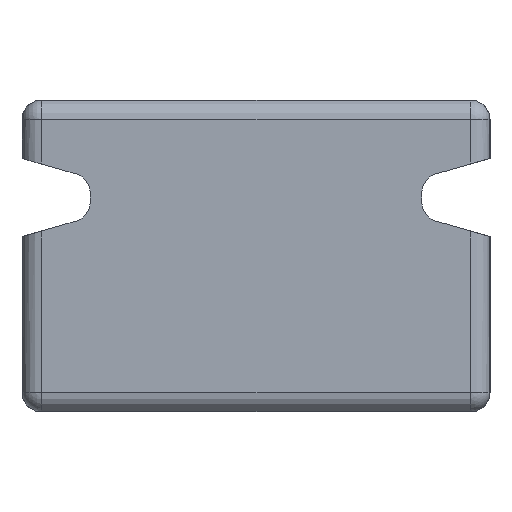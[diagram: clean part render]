
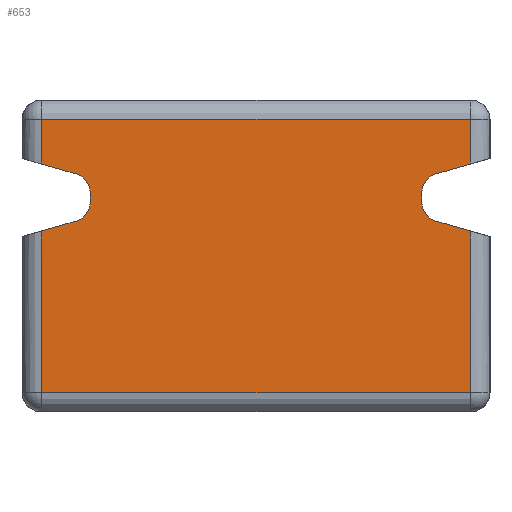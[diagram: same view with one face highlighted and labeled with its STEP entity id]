
A CAD part, left-side view. The second image highlights one B-rep face of the part: STEP entity #653.
In plain terms, the highlighted planar face has unit normal (-1, 0, 0).
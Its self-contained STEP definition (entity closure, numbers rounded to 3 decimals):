
#8 = EDGE_CURVE ( 'NONE', #2919, #1727, #3436, .T. ) ;
#11 = CARTESIAN_POINT ( 'NONE',  ( 0., 4.25, 2.5 ) ) ;
#31 = ORIENTED_EDGE ( 'NONE', *, *, #885, .F. ) ;
#70 = DIRECTION ( 'NONE',  ( -1., 0., 0. ) ) ;
#92 = DIRECTION ( 'NONE',  ( 0., -0.961, 0.276 ) ) ;
#123 = LINE ( 'NONE', #1668, #3801 ) ;
#181 = VERTEX_POINT ( 'NONE', #3965 ) ;
#221 = VERTEX_POINT ( 'NONE', #1995 ) ;
#310 = DIRECTION ( 'NONE',  ( 0., 0., 1. ) ) ;
#376 = VECTOR ( 'NONE', #2797, 1000. ) ;
#398 = ORIENTED_EDGE ( 'NONE', *, *, #3439, .T. ) ;
#445 = VERTEX_POINT ( 'NONE', #4188 ) ;
#483 = EDGE_CURVE ( 'NONE', #3748, #3441, #1717, .T. ) ;
#486 = AXIS2_PLACEMENT_3D ( 'NONE', #836, #537, #3799 ) ;
#515 = VECTOR ( 'NONE', #1487, 1000. ) ;
#524 = LINE ( 'NONE', #3386, #1704 ) ;
#537 = DIRECTION ( 'NONE',  ( 1., 0., 0. ) ) ;
#566 = EDGE_CURVE ( 'NONE', #2739, #181, #2476, .T. ) ;
#567 = CARTESIAN_POINT ( 'NONE',  ( 0., -4.25, 2.5 ) ) ;
#601 = VERTEX_POINT ( 'NONE', #2073 ) ;
#619 = CARTESIAN_POINT ( 'NONE',  ( 0., 4.25, 1.377 ) ) ;
#620 = LINE ( 'NONE', #1129, #515 ) ;
#631 = EDGE_CURVE ( 'NONE', #1727, #1529, #1259, .T. ) ;
#638 = AXIS2_PLACEMENT_3D ( 'NONE', #3016, #70, #2991 ) ;
#647 = VECTOR ( 'NONE', #2333, 1000. ) ;
#653 = ADVANCED_FACE ( 'NONE', ( #698 ), #4040, .T. ) ;
#662 = ORIENTED_EDGE ( 'NONE', *, *, #2515, .T. ) ;
#686 = ORIENTED_EDGE ( 'NONE', *, *, #8, .T. ) ;
#698 = FACE_OUTER_BOUND ( 'NONE', #3444, .T. ) ;
#758 = CARTESIAN_POINT ( 'NONE',  ( 0., -4.75, 1.377 ) ) ;
#836 = CARTESIAN_POINT ( 'NONE',  ( 0., -4.75, 1.623 ) ) ;
#845 = VECTOR ( 'NONE', #3917, 1000. ) ;
#861 = ORIENTED_EDGE ( 'NONE', *, *, #1726, .T. ) ;
#885 = EDGE_CURVE ( 'NONE', #1639, #3218, #4056, .T. ) ;
#942 = AXIS2_PLACEMENT_3D ( 'NONE', #2100, #3340, #1466 ) ;
#944 = CARTESIAN_POINT ( 'NONE',  ( 0., -4.612, 2.104 ) ) ;
#1020 = CIRCLE ( 'NONE', #942, 0.5 ) ;
#1030 = ORIENTED_EDGE ( 'NONE', *, *, #631, .T. ) ;
#1049 = ORIENTED_EDGE ( 'NONE', *, *, #483, .F. ) ;
#1082 = DIRECTION ( 'NONE',  ( 1., 0., 0. ) ) ;
#1129 = CARTESIAN_POINT ( 'NONE',  ( 0., 6., 3.5 ) ) ;
#1132 = CARTESIAN_POINT ( 'NONE',  ( 0., 4.25, 1.623 ) ) ;
#1145 = LINE ( 'NONE', #2226, #3220 ) ;
#1146 = EDGE_CURVE ( 'NONE', #221, #2919, #2523, .T. ) ;
#1186 = EDGE_CURVE ( 'NONE', #601, #2739, #1145, .T. ) ;
#1209 = CARTESIAN_POINT ( 'NONE',  ( 0., -4.25, 1.623 ) ) ;
#1259 = LINE ( 'NONE', #1382, #3270 ) ;
#1285 = EDGE_CURVE ( 'NONE', #181, #3441, #1807, .T. ) ;
#1325 = CARTESIAN_POINT ( 'NONE',  ( 0., -4.25, 1.377 ) ) ;
#1357 = EDGE_CURVE ( 'NONE', #445, #3218, #1404, .T. ) ;
#1358 = DIRECTION ( 'NONE',  ( 0., 0., 1. ) ) ;
#1375 = AXIS2_PLACEMENT_3D ( 'NONE', #758, #1082, #1358 ) ;
#1382 = CARTESIAN_POINT ( 'NONE',  ( 0., -5.5, 0.5 ) ) ;
#1404 = CIRCLE ( 'NONE', #1375, 0.5 ) ;
#1439 = CARTESIAN_POINT ( 'NONE',  ( 0., -5.5, -3.5 ) ) ;
#1466 = DIRECTION ( 'NONE',  ( 0., 0., 1. ) ) ;
#1487 = DIRECTION ( 'NONE',  ( 0., 1., 0. ) ) ;
#1529 = VERTEX_POINT ( 'NONE', #3488 ) ;
#1534 = EDGE_CURVE ( 'NONE', #1639, #2693, #2415, .T. ) ;
#1618 = VECTOR ( 'NONE', #3737, 1000. ) ;
#1629 = CARTESIAN_POINT ( 'NONE',  ( 0., -6., -3.5 ) ) ;
#1639 = VERTEX_POINT ( 'NONE', #1209 ) ;
#1646 = CARTESIAN_POINT ( 'NONE',  ( 0., -5.5, 3.5 ) ) ;
#1668 = CARTESIAN_POINT ( 'NONE',  ( 0., -5.994, 0.5 ) ) ;
#1693 = VECTOR ( 'NONE', #4054, 1000. ) ;
#1697 = CARTESIAN_POINT ( 'NONE',  ( 0., 5.994, 2.5 ) ) ;
#1704 = VECTOR ( 'NONE', #92, 1000. ) ;
#1717 = LINE ( 'NONE', #11, #647 ) ;
#1726 = EDGE_CURVE ( 'NONE', #2693, #2831, #524, .T. ) ;
#1727 = VERTEX_POINT ( 'NONE', #1439 ) ;
#1807 = CIRCLE ( 'NONE', #2888, 0.5 ) ;
#1835 = ORIENTED_EDGE ( 'NONE', *, *, #1146, .T. ) ;
#1969 = ORIENTED_EDGE ( 'NONE', *, *, #3890, .T. ) ;
#1982 = CARTESIAN_POINT ( 'NONE',  ( 0., -5.5, 2.358 ) ) ;
#1983 = CARTESIAN_POINT ( 'NONE',  ( 0., 5.5, -4. ) ) ;
#1995 = CARTESIAN_POINT ( 'NONE',  ( 0., 5.5, 0.642 ) ) ;
#2073 = CARTESIAN_POINT ( 'NONE',  ( 0., 5.5, 3.5 ) ) ;
#2100 = CARTESIAN_POINT ( 'NONE',  ( 0., 4.75, 1.377 ) ) ;
#2129 = ORIENTED_EDGE ( 'NONE', *, *, #1285, .T. ) ;
#2226 = CARTESIAN_POINT ( 'NONE',  ( 0., 5.5, 2.5 ) ) ;
#2273 = ORIENTED_EDGE ( 'NONE', *, *, #3463, .T. ) ;
#2316 = DIRECTION ( 'NONE',  ( 0., 0.961, 0.276 ) ) ;
#2333 = DIRECTION ( 'NONE',  ( 0., 0., 1. ) ) ;
#2401 = ORIENTED_EDGE ( 'NONE', *, *, #4043, .T. ) ;
#2415 = CIRCLE ( 'NONE', #486, 0.5 ) ;
#2420 = VECTOR ( 'NONE', #2634, 1000. ) ;
#2476 = LINE ( 'NONE', #1697, #845 ) ;
#2515 = EDGE_CURVE ( 'NONE', #3211, #601, #620, .T. ) ;
#2523 = LINE ( 'NONE', #1983, #2420 ) ;
#2589 = VECTOR ( 'NONE', #2951, 1000. ) ;
#2596 = CARTESIAN_POINT ( 'NONE',  ( 0., 4.75, 1.623 ) ) ;
#2634 = DIRECTION ( 'NONE',  ( 0., 0., -1. ) ) ;
#2693 = VERTEX_POINT ( 'NONE', #944 ) ;
#2739 = VERTEX_POINT ( 'NONE', #3614 ) ;
#2797 = DIRECTION ( 'NONE',  ( 0., 0., -1. ) ) ;
#2831 = VERTEX_POINT ( 'NONE', #1982 ) ;
#2865 = VERTEX_POINT ( 'NONE', #3004 ) ;
#2871 = LINE ( 'NONE', #4065, #1618 ) ;
#2888 = AXIS2_PLACEMENT_3D ( 'NONE', #2596, #3601, #310 ) ;
#2919 = VERTEX_POINT ( 'NONE', #3750 ) ;
#2951 = DIRECTION ( 'NONE',  ( 0., -1., 0. ) ) ;
#2991 = DIRECTION ( 'NONE',  ( 0., 0., 1. ) ) ;
#3004 = CARTESIAN_POINT ( 'NONE',  ( 0., 4.612, 0.896 ) ) ;
#3016 = CARTESIAN_POINT ( 'NONE',  ( 0., 0., 0. ) ) ;
#3211 = VERTEX_POINT ( 'NONE', #1646 ) ;
#3218 = VERTEX_POINT ( 'NONE', #1325 ) ;
#3220 = VECTOR ( 'NONE', #3892, 1000. ) ;
#3270 = VECTOR ( 'NONE', #3659, 1000. ) ;
#3282 = ORIENTED_EDGE ( 'NONE', *, *, #1186, .T. ) ;
#3340 = DIRECTION ( 'NONE',  ( 1., 0., 0. ) ) ;
#3386 = CARTESIAN_POINT ( 'NONE',  ( 0., -4.25, 2. ) ) ;
#3400 = LINE ( 'NONE', #4041, #1693 ) ;
#3436 = LINE ( 'NONE', #1629, #2589 ) ;
#3439 = EDGE_CURVE ( 'NONE', #3748, #2865, #1020, .T. ) ;
#3441 = VERTEX_POINT ( 'NONE', #1132 ) ;
#3444 = EDGE_LOOP ( 'NONE', ( #686, #1030, #1969, #3701, #31, #3967, #861, #2401, #662, #3282, #3577, #2129, #1049, #398, #2273, #1835 ) ) ;
#3463 = EDGE_CURVE ( 'NONE', #2865, #221, #3400, .T. ) ;
#3488 = CARTESIAN_POINT ( 'NONE',  ( 0., -5.5, 0.642 ) ) ;
#3577 = ORIENTED_EDGE ( 'NONE', *, *, #566, .T. ) ;
#3601 = DIRECTION ( 'NONE',  ( 1., 0., 0. ) ) ;
#3614 = CARTESIAN_POINT ( 'NONE',  ( 0., 5.5, 2.358 ) ) ;
#3659 = DIRECTION ( 'NONE',  ( 0., 0., 1. ) ) ;
#3701 = ORIENTED_EDGE ( 'NONE', *, *, #1357, .T. ) ;
#3737 = DIRECTION ( 'NONE',  ( 0., 0., 1. ) ) ;
#3748 = VERTEX_POINT ( 'NONE', #619 ) ;
#3750 = CARTESIAN_POINT ( 'NONE',  ( 0., 5.5, -3.5 ) ) ;
#3799 = DIRECTION ( 'NONE',  ( 0., 0., 1. ) ) ;
#3801 = VECTOR ( 'NONE', #2316, 1000. ) ;
#3890 = EDGE_CURVE ( 'NONE', #1529, #445, #123, .T. ) ;
#3892 = DIRECTION ( 'NONE',  ( 0., 0., -1. ) ) ;
#3917 = DIRECTION ( 'NONE',  ( 0., -0.961, -0.276 ) ) ;
#3965 = CARTESIAN_POINT ( 'NONE',  ( 0., 4.612, 2.104 ) ) ;
#3967 = ORIENTED_EDGE ( 'NONE', *, *, #1534, .T. ) ;
#4040 = PLANE ( 'NONE',  #638 ) ;
#4041 = CARTESIAN_POINT ( 'NONE',  ( 0., 4.25, 1. ) ) ;
#4043 = EDGE_CURVE ( 'NONE', #2831, #3211, #2871, .T. ) ;
#4054 = DIRECTION ( 'NONE',  ( 0., 0.961, -0.276 ) ) ;
#4056 = LINE ( 'NONE', #567, #376 ) ;
#4065 = CARTESIAN_POINT ( 'NONE',  ( 0., -5.5, 4. ) ) ;
#4188 = CARTESIAN_POINT ( 'NONE',  ( 0., -4.612, 0.896 ) ) ;
